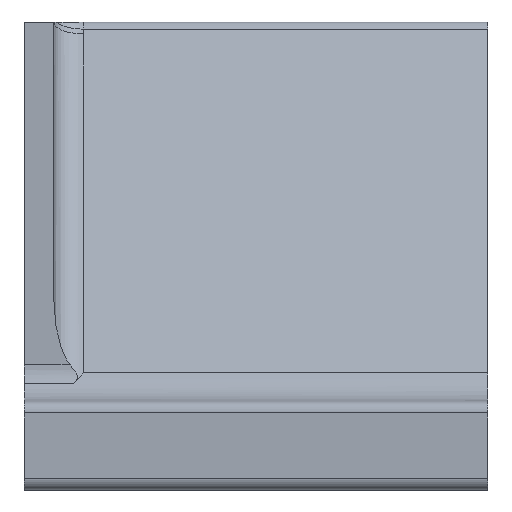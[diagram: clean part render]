
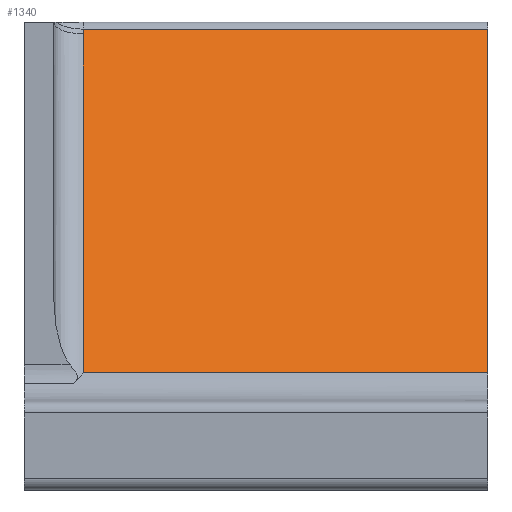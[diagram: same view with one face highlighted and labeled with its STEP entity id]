
A CAD part, left-side view. The second image highlights one B-rep face of the part: STEP entity #1340.
In plain terms, the highlighted planar face has unit normal (-0.915, 0, 0.402).
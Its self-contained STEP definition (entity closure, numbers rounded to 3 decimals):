
#52=PLANE('',#1458);
#119=FACE_OUTER_BOUND('',#197,.T.);
#197=EDGE_LOOP('',(#1005,#1006,#1007,#1008,#1009));
#337=LINE('',#2079,#488);
#339=LINE('',#2091,#490);
#340=LINE('',#2108,#491);
#342=LINE('',#2114,#493);
#343=LINE('',#2115,#494);
#488=VECTOR('',#1622,10.);
#490=VECTOR('',#1630,10.);
#491=VECTOR('',#1639,10.);
#493=VECTOR('',#1645,10.);
#494=VECTOR('',#1646,10.);
#642=VERTEX_POINT('',#2077);
#643=VERTEX_POINT('',#2078);
#646=VERTEX_POINT('',#2090);
#648=VERTEX_POINT('',#2107);
#650=VERTEX_POINT('',#2113);
#779=EDGE_CURVE('',#642,#643,#337,.T.);
#784=EDGE_CURVE('',#643,#646,#339,.T.);
#788=EDGE_CURVE('',#646,#648,#340,.T.);
#791=EDGE_CURVE('',#650,#642,#342,.T.);
#792=EDGE_CURVE('',#650,#648,#343,.T.);
#1005=ORIENTED_EDGE('',*,*,#784,.F.);
#1006=ORIENTED_EDGE('',*,*,#779,.F.);
#1007=ORIENTED_EDGE('',*,*,#791,.F.);
#1008=ORIENTED_EDGE('',*,*,#792,.T.);
#1009=ORIENTED_EDGE('',*,*,#788,.F.);
#1340=ADVANCED_FACE('',(#119),#52,.T.);
#1458=AXIS2_PLACEMENT_3D('',#2112,#1643,#1644);
#1622=DIRECTION('',(0.402,0.,0.916));
#1630=DIRECTION('',(0.402,0.,0.916));
#1639=DIRECTION('',(0.,-1.,0.));
#1643=DIRECTION('center_axis',(-0.916,0.,0.402));
#1644=DIRECTION('ref_axis',(0.402,0.,0.916));
#1645=DIRECTION('',(0.,1.,0.));
#1646=DIRECTION('',(0.402,0.,0.916));
#2077=CARTESIAN_POINT('',(-41.52,68.25,-59.218));
#2078=CARTESIAN_POINT('',(-16.384,68.25,-2.011));
#2079=CARTESIAN_POINT('',(-39.308,68.25,-54.184));
#2090=CARTESIAN_POINT('',(-16.025,68.25,-1.195));
#2091=CARTESIAN_POINT('',(-39.308,68.25,-54.184));
#2107=CARTESIAN_POINT('',(-16.025,0.,-1.195));
#2108=CARTESIAN_POINT('',(-16.025,0.,-1.195));
#2112=CARTESIAN_POINT('Origin',(-50.211,0.,-79.));
#2113=CARTESIAN_POINT('',(-41.52,0.,-59.218));
#2114=CARTESIAN_POINT('',(-41.52,39.125,-59.218));
#2115=CARTESIAN_POINT('',(-50.211,0.,-79.));
